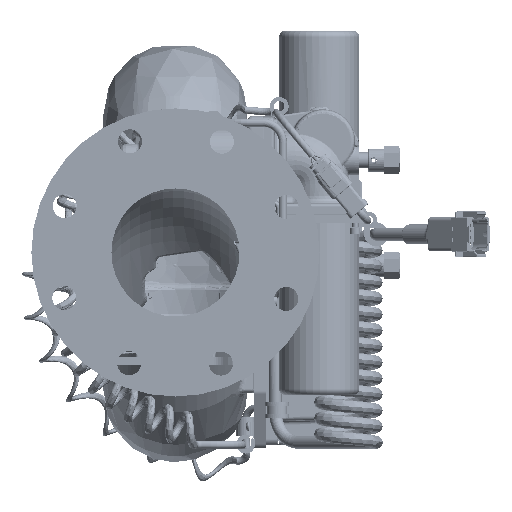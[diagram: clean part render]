
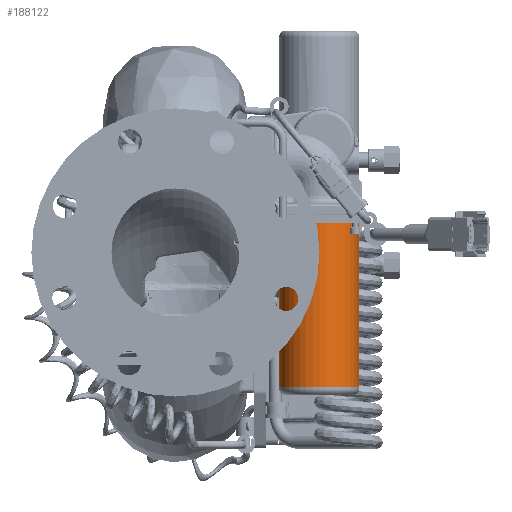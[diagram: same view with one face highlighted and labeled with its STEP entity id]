
A CAD part, front view. The second image highlights one B-rep face of the part: STEP entity #188122.
In plain terms, the highlighted cylindrical face has radius 31.75 mm (diameter 63.5 mm), a partial arc.
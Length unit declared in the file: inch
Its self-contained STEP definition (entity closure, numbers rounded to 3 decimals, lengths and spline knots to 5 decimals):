
#3984 = DIRECTION ( 'NONE',  ( 0., 0., 1. ) ) ;
#6561 = EDGE_CURVE ( 'NONE', #160684, #22568, #69853, .T. ) ;
#15097 = VERTEX_POINT ( 'NONE', #148933 ) ;
#21583 = ORIENTED_EDGE ( 'NONE', *, *, #65363, .F. ) ;
#22568 = VERTEX_POINT ( 'NONE', #105162 ) ;
#27532 = CARTESIAN_POINT ( 'NONE',  ( 4.49203, 4.60095, -4.202 ) ) ;
#30106 = CARTESIAN_POINT ( 'NONE',  ( 4.49203, 4.60095, 1.32208 ) ) ;
#43842 = EDGE_CURVE ( 'NONE', #137001, #15097, #55698, .T. ) ;
#50574 = CYLINDRICAL_SURFACE ( 'NONE', #127622, 1.25 ) ;
#55698 = CIRCLE ( 'NONE', #85680, 1.25 ) ;
#63909 = CARTESIAN_POINT ( 'NONE',  ( 3.24218, 4.58139, 0.923 ) ) ;
#65363 = EDGE_CURVE ( 'NONE', #137001, #160684, #115983, .T. ) ;
#66889 = EDGE_CURVE ( 'NONE', #15097, #22568, #79713, .T. ) ;
#69853 = CIRCLE ( 'NONE', #180701, 1.25 ) ;
#79280 = DIRECTION ( 'NONE',  ( 0., 0., 1. ) ) ;
#79713 = LINE ( 'NONE', #183868, #168916 ) ;
#85258 = ORIENTED_EDGE ( 'NONE', *, *, #43842, .T. ) ;
#85680 = AXIS2_PLACEMENT_3D ( 'NONE', #27532, #133613, #162409 ) ;
#105162 = CARTESIAN_POINT ( 'NONE',  ( 5.74188, 4.62051, 0.923 ) ) ;
#108046 = CARTESIAN_POINT ( 'NONE',  ( 4.49203, 4.60095, 0.923 ) ) ;
#112080 = DIRECTION ( 'NONE',  ( 0., 0., 1. ) ) ;
#115983 = LINE ( 'NONE', #176448, #194576 ) ;
#119426 = ORIENTED_EDGE ( 'NONE', *, *, #66889, .T. ) ;
#123917 = DIRECTION ( 'NONE',  ( 1., 0.016, 0. ) ) ;
#127622 = AXIS2_PLACEMENT_3D ( 'NONE', #30106, #3984, #155731 ) ;
#133613 = DIRECTION ( 'NONE',  ( 0., 0., 1. ) ) ;
#133980 = ORIENTED_EDGE ( 'NONE', *, *, #6561, .F. ) ;
#137001 = VERTEX_POINT ( 'NONE', #145051 ) ;
#140207 = DIRECTION ( 'NONE',  ( 0., 0., 1. ) ) ;
#145051 = CARTESIAN_POINT ( 'NONE',  ( 3.24218, 4.58139, -4.202 ) ) ;
#145137 = EDGE_LOOP ( 'NONE', ( #21583, #85258, #119426, #133980 ) ) ;
#148933 = CARTESIAN_POINT ( 'NONE',  ( 5.74188, 4.62051, -4.202 ) ) ;
#154776 = FACE_OUTER_BOUND ( 'NONE', #145137, .T. ) ;
#155731 = DIRECTION ( 'NONE',  ( 1., 0.016, 0. ) ) ;
#160684 = VERTEX_POINT ( 'NONE', #63909 ) ;
#162409 = DIRECTION ( 'NONE',  ( 1., 0.016, 0. ) ) ;
#168916 = VECTOR ( 'NONE', #140207, 39.37008 ) ;
#176448 = CARTESIAN_POINT ( 'NONE',  ( 3.24218, 4.58139, 1.32208 ) ) ;
#180701 = AXIS2_PLACEMENT_3D ( 'NONE', #108046, #79280, #123917 ) ;
#183868 = CARTESIAN_POINT ( 'NONE',  ( 5.74188, 4.62051, 1.32208 ) ) ;
#188122 = ADVANCED_FACE ( 'NONE', ( #154776 ), #50574, .T. ) ;
#194576 = VECTOR ( 'NONE', #112080, 39.37008 ) ;
